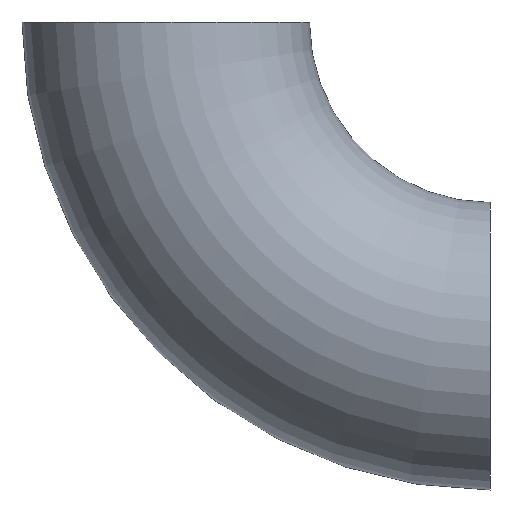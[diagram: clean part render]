
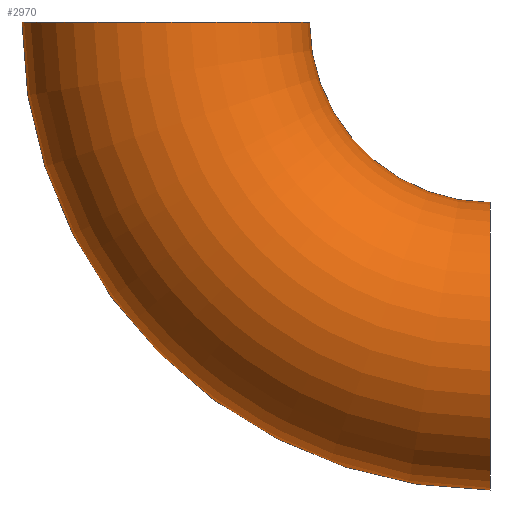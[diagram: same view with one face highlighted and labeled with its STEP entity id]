
A CAD part, left-side view. The second image highlights one B-rep face of the part: STEP entity #2970.
In plain terms, the highlighted toroidal (fillet/blend) face has major radius 38 mm and minor radius 16.85 mm.
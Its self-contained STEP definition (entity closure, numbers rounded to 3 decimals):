
#124 = AXIS2_PLACEMENT_3D ( 'NONE', #3075, #1341, #9624 ) ;
#476 = CARTESIAN_POINT ( 'NONE',  ( 0., 0., -54.85 ) ) ;
#593 = DIRECTION ( 'NONE',  ( 0., 0., 1. ) ) ;
#675 = EDGE_CURVE ( 'NONE', #3840, #3126, #5492, .T. ) ;
#807 = TOROIDAL_SURFACE ( 'NONE', #8159, 38., 16.85 ) ;
#1282 = DIRECTION ( 'NONE',  ( 0., 0., 1. ) ) ;
#1299 = AXIS2_PLACEMENT_3D ( 'NONE', #4545, #7050, #1282 ) ;
#1341 = DIRECTION ( 'NONE',  ( 0., 1., 0. ) ) ;
#1562 = EDGE_LOOP ( 'NONE', ( #7485, #6164, #3764, #10759 ) ) ;
#2451 = EDGE_CURVE ( 'NONE', #3126, #7421, #7696, .T. ) ;
#2531 = EDGE_CURVE ( 'NONE', #3840, #5221, #7568, .T. ) ;
#2970 = ADVANCED_FACE ( 'NONE', ( #7555 ), #807, .T. ) ;
#3075 = CARTESIAN_POINT ( 'NONE',  ( 0., 0., -38. ) ) ;
#3126 = VERTEX_POINT ( 'NONE', #9801 ) ;
#3764 = ORIENTED_EDGE ( 'NONE', *, *, #10115, .T. ) ;
#3840 = VERTEX_POINT ( 'NONE', #6013 ) ;
#3965 = CARTESIAN_POINT ( 'NONE',  ( 0., 38., 0. ) ) ;
#4545 = CARTESIAN_POINT ( 'NONE',  ( 0., 0., 0. ) ) ;
#4696 = AXIS2_PLACEMENT_3D ( 'NONE', #3965, #593, #5685 ) ;
#5221 = VERTEX_POINT ( 'NONE', #476 ) ;
#5378 = CARTESIAN_POINT ( 'NONE',  ( 0., 0., 0. ) ) ;
#5417 = DIRECTION ( 'NONE',  ( 0., 0., 1. ) ) ;
#5492 = CIRCLE ( 'NONE', #4696, 16.85 ) ;
#5685 = DIRECTION ( 'NONE',  ( 0., -1., 0. ) ) ;
#6013 = CARTESIAN_POINT ( 'NONE',  ( 0., 54.85, 0. ) ) ;
#6164 = ORIENTED_EDGE ( 'NONE', *, *, #2531, .T. ) ;
#7050 = DIRECTION ( 'NONE',  ( -1., 0., 0. ) ) ;
#7277 = AXIS2_PLACEMENT_3D ( 'NONE', #7935, #10450, #5417 ) ;
#7421 = VERTEX_POINT ( 'NONE', #9756 ) ;
#7485 = ORIENTED_EDGE ( 'NONE', *, *, #675, .F. ) ;
#7555 = FACE_OUTER_BOUND ( 'NONE', #1562, .T. ) ;
#7568 = CIRCLE ( 'NONE', #1299, 54.85 ) ;
#7696 = CIRCLE ( 'NONE', #7277, 21.15 ) ;
#7935 = CARTESIAN_POINT ( 'NONE',  ( 0., 0., 0. ) ) ;
#8159 = AXIS2_PLACEMENT_3D ( 'NONE', #5378, #10255, #8649 ) ;
#8649 = DIRECTION ( 'NONE',  ( 0., 0., 1. ) ) ;
#9087 = CIRCLE ( 'NONE', #124, 16.85 ) ;
#9624 = DIRECTION ( 'NONE',  ( 0., 0., 1. ) ) ;
#9756 = CARTESIAN_POINT ( 'NONE',  ( 0., 0., -21.15 ) ) ;
#9801 = CARTESIAN_POINT ( 'NONE',  ( 0., 21.15, 0. ) ) ;
#10115 = EDGE_CURVE ( 'NONE', #5221, #7421, #9087, .T. ) ;
#10255 = DIRECTION ( 'NONE',  ( -1., 0., 0. ) ) ;
#10450 = DIRECTION ( 'NONE',  ( -1., 0., 0. ) ) ;
#10759 = ORIENTED_EDGE ( 'NONE', *, *, #2451, .F. ) ;
